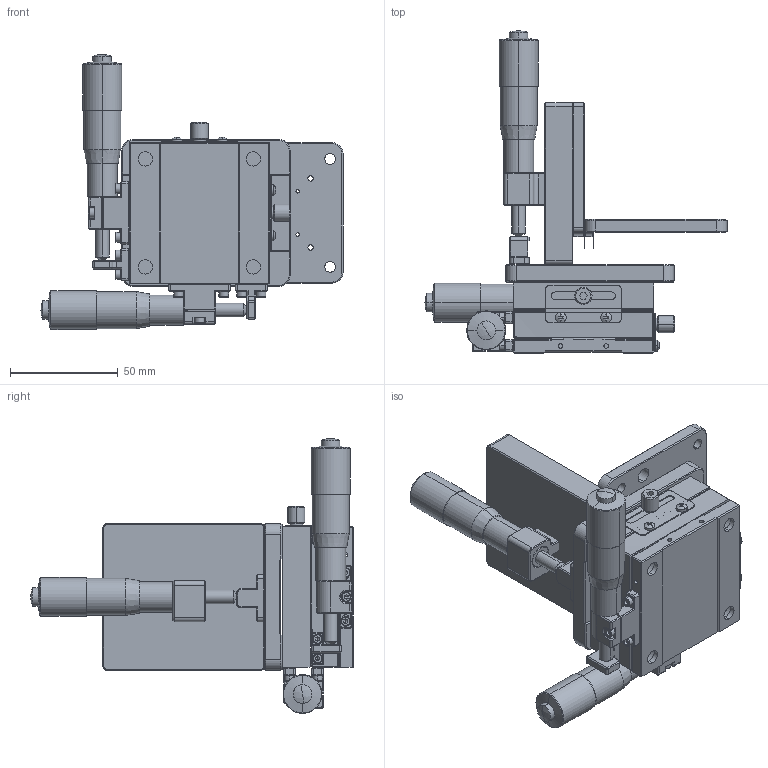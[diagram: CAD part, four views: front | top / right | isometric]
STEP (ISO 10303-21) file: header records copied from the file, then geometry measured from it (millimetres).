
FILE_DESCRIPTION (( 'STEP AP203' ), '1' );
FILE_NAME ('GCM-901604M蚾饜极.STEP', '2019-05-20T05:50:49', ( '' ), ( '' ), 'SwSTEP 2.0', 'SolidWorks 2015', '' );
FILE_SCHEMA (( 'CONFIG_CONTROL_DESIGN' ));
Length unit declared in the file: millimetre
Products named in the file (3): GCM-V25M汔蔥怢; GCM-901604M蚾饜极; GCM-T25M2L
Assembly tree (2 placements, depth 2):
  GCM-901604M蚾饜极
    GCM-T25M2L
    GCM-V25M汔蔥怢
Bounding box: 139.87 x 149.37 x 127.37 mm (x, y, z)
Surface area: 99630.5 mm2 (no closed solid volume)
Topology: 0 solids, 53 shells, 1031 faces, 2775 edges, 1772 vertices
Faces by surface type: plane 444, cylinder 305, cone 245, bspline 37
Entity records: 35483 total; most frequent: CARTESIAN_POINT 9626, DIRECTION 5454, ORIENTED_EDGE 4938, EDGE_CURVE 2755, AXIS2_PLACEMENT_3D 1928, VERTEX_POINT 1772, VECTOR 1598, LINE 1598
